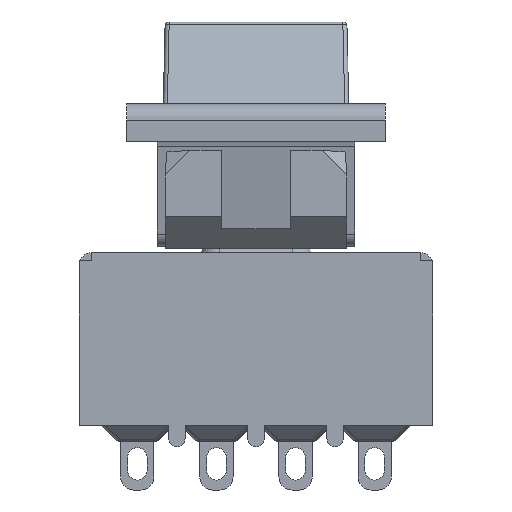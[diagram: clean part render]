
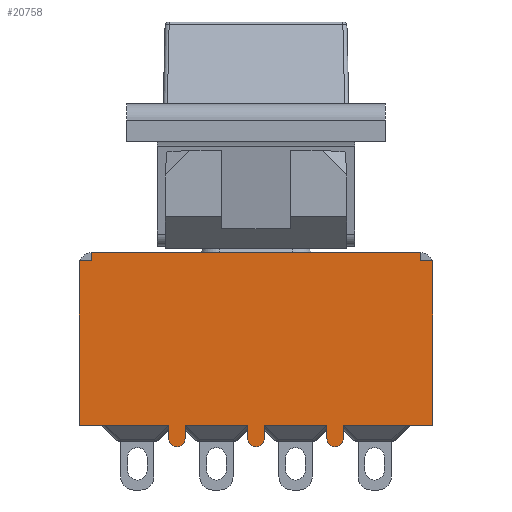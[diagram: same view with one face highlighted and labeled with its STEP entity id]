
A CAD part, left-side view. The second image highlights one B-rep face of the part: STEP entity #20758.
In plain terms, the highlighted planar face has unit normal (-1, 0, 0).
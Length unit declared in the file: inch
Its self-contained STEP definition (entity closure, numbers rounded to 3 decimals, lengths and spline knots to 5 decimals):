
#7802=CARTESIAN_POINT('',(-0.25,-0.425,0.0));
#7803=VERTEX_POINT('',#7802);
#7810=CARTESIAN_POINT('',(-0.25,-0.20984,0.0));
#7811=VERTEX_POINT('',#7810);
#7812=CARTESIAN_POINT('',(-0.25,-0.425,0.0));
#7813=DIRECTION('',(0.0,1.0,0.0));
#7814=VECTOR('',#7813,0.21516);
#7815=LINE('',#7812,#7814);
#7816=EDGE_CURVE('',#7803,#7811,#7815,.T.);
#9609=CARTESIAN_POINT('',(-0.25,0.20984,-0.03189));
#9610=VERTEX_POINT('',#9609);
#9617=CARTESIAN_POINT('',(-0.25,0.20984,0.0));
#9618=VERTEX_POINT('',#9617);
#9619=CARTESIAN_POINT('',(-0.25,0.20984,0.0));
#9620=DIRECTION('',(0.0,0.0,-1.0));
#9621=VECTOR('',#9620,0.03189);
#9622=LINE('',#9619,#9621);
#9623=EDGE_CURVE('',#9618,#9610,#9622,.T.);
#9742=CARTESIAN_POINT('',(-0.25,0.425,0.0));
#9743=VERTEX_POINT('',#9742);
#9744=CARTESIAN_POINT('',(-0.25,0.20984,0.0));
#9745=DIRECTION('',(0.0,1.0,0.0));
#9746=VECTOR('',#9745,0.21516);
#9747=LINE('',#9744,#9746);
#9748=EDGE_CURVE('',#9618,#9743,#9747,.T.);
#11507=CARTESIAN_POINT('',(-0.25,0.17047,0.0));
#11508=VERTEX_POINT('',#11507);
#11515=CARTESIAN_POINT('',(-0.25,0.17047,-0.03189));
#11516=VERTEX_POINT('',#11515);
#11517=CARTESIAN_POINT('',(-0.25,0.17047,0.0));
#11518=DIRECTION('',(0.0,0.0,-1.0));
#11519=VECTOR('',#11518,0.03189);
#11520=LINE('',#11517,#11519);
#11521=EDGE_CURVE('',#11508,#11516,#11520,.T.);
#13119=CARTESIAN_POINT('',(-0.25,0.01969,0.0));
#13120=VERTEX_POINT('',#13119);
#13127=CARTESIAN_POINT('',(-0.25,0.01969,0.0));
#13128=DIRECTION('',(0.0,1.0,0.0));
#13129=VECTOR('',#13128,0.15079);
#13130=LINE('',#13127,#13129);
#13131=EDGE_CURVE('',#13120,#11508,#13130,.T.);
#13152=CARTESIAN_POINT('',(-0.25,0.01969,-0.03189));
#13153=VERTEX_POINT('',#13152);
#13160=CARTESIAN_POINT('',(-0.25,0.01969,0.0));
#13161=DIRECTION('',(0.0,0.0,-1.0));
#13162=VECTOR('',#13161,0.03189);
#13163=LINE('',#13160,#13162);
#13164=EDGE_CURVE('',#13120,#13153,#13163,.T.);
#14171=CARTESIAN_POINT('',(-0.25,-0.01969,0.0));
#14172=VERTEX_POINT('',#14171);
#14179=CARTESIAN_POINT('',(-0.25,-0.01969,-0.03189));
#14180=VERTEX_POINT('',#14179);
#14181=CARTESIAN_POINT('',(-0.25,-0.01969,0.0));
#14182=DIRECTION('',(0.0,0.0,-1.0));
#14183=VECTOR('',#14182,0.03189);
#14184=LINE('',#14181,#14183);
#14185=EDGE_CURVE('',#14172,#14180,#14184,.T.);
#15783=CARTESIAN_POINT('',(-0.25,-0.17047,0.0));
#15784=VERTEX_POINT('',#15783);
#15791=CARTESIAN_POINT('',(-0.25,-0.17047,0.0));
#15792=DIRECTION('',(0.0,1.0,0.0));
#15793=VECTOR('',#15792,0.15079);
#15794=LINE('',#15791,#15793);
#15795=EDGE_CURVE('',#15784,#14172,#15794,.T.);
#15816=CARTESIAN_POINT('',(-0.25,-0.17047,-0.03189));
#15817=VERTEX_POINT('',#15816);
#15824=CARTESIAN_POINT('',(-0.25,-0.17047,0.0));
#15825=DIRECTION('',(0.0,0.0,-1.0));
#15826=VECTOR('',#15825,0.03189);
#15827=LINE('',#15824,#15826);
#15828=EDGE_CURVE('',#15784,#15817,#15827,.T.);
#16661=CARTESIAN_POINT('',(-0.25,-0.20984,-0.03189));
#16662=VERTEX_POINT('',#16661);
#16663=CARTESIAN_POINT('',(-0.25,-0.20984,0.0));
#16664=DIRECTION('',(0.0,0.0,-1.0));
#16665=VECTOR('',#16664,0.03189);
#16666=LINE('',#16663,#16665);
#16667=EDGE_CURVE('',#7811,#16662,#16666,.T.);
#19568=CARTESIAN_POINT('',(-0.25,0.39508,0.39488));
#19569=VERTEX_POINT('',#19568);
#19570=CARTESIAN_POINT('',(-0.25,0.39508,0.41496));
#19571=VERTEX_POINT('',#19570);
#19572=CARTESIAN_POINT('',(-0.25,0.39508,0.39488));
#19573=DIRECTION('',(0.0,0.0,1.0));
#19574=VECTOR('',#19573,0.02008);
#19575=LINE('',#19572,#19574);
#19576=EDGE_CURVE('',#19569,#19571,#19575,.T.);
#19599=CARTESIAN_POINT('',(-0.25,-0.39508,0.41496));
#19600=VERTEX_POINT('',#19599);
#19601=CARTESIAN_POINT('',(-0.25,-0.39508,0.39488));
#19602=VERTEX_POINT('',#19601);
#19603=CARTESIAN_POINT('',(-0.25,-0.39508,0.41496));
#19604=DIRECTION('',(0.0,0.0,-1.0));
#19605=VECTOR('',#19604,0.02008);
#19606=LINE('',#19603,#19605);
#19607=EDGE_CURVE('',#19600,#19602,#19606,.T.);
#19772=CARTESIAN_POINT('',(-0.25,0.39508,0.41496));
#19773=DIRECTION('',(0.0,-1.0,0.0));
#19774=VECTOR('',#19773,0.79016);
#19775=LINE('',#19772,#19774);
#19776=EDGE_CURVE('',#19571,#19600,#19775,.T.);
#20167=CARTESIAN_POINT('',(-0.25,0.425,0.39488));
#20168=VERTEX_POINT('',#20167);
#20175=CARTESIAN_POINT('',(-0.25,0.39508,0.39488));
#20176=DIRECTION('',(0.0,1.0,0.0));
#20177=VECTOR('',#20176,0.02992);
#20178=LINE('',#20175,#20177);
#20179=EDGE_CURVE('',#19569,#20168,#20178,.T.);
#20254=CARTESIAN_POINT('',(-0.25,-0.425,0.39488));
#20255=VERTEX_POINT('',#20254);
#20256=CARTESIAN_POINT('',(-0.25,-0.425,0.39488));
#20257=DIRECTION('',(0.0,1.0,0.0));
#20258=VECTOR('',#20257,0.02992);
#20259=LINE('',#20256,#20258);
#20260=EDGE_CURVE('',#20255,#19602,#20259,.T.);
#20369=CARTESIAN_POINT('',(-0.25,0.19016,-0.03189));
#20370=DIRECTION('',(1.0,0.0,0.0));
#20371=DIRECTION('',(0.0,0.707,-0.707));
#20372=AXIS2_PLACEMENT_3D('',#20369,#20370,#20371);
#20373=CIRCLE('',#20372,0.01969);
#20374=EDGE_CURVE('',#11516,#9610,#20373,.T.);
#20387=CARTESIAN_POINT('',(-0.25,0.,-0.03189));
#20388=DIRECTION('',(1.0,0.0,0.0));
#20389=DIRECTION('',(0.0,0.707,-0.707));
#20390=AXIS2_PLACEMENT_3D('',#20387,#20388,#20389);
#20391=CIRCLE('',#20390,0.01969);
#20392=EDGE_CURVE('',#14180,#13153,#20391,.T.);
#20405=CARTESIAN_POINT('',(-0.25,-0.19016,-0.03189));
#20406=DIRECTION('',(1.0,0.0,0.0));
#20407=DIRECTION('',(0.0,0.707,-0.707));
#20408=AXIS2_PLACEMENT_3D('',#20405,#20406,#20407);
#20409=CIRCLE('',#20408,0.01969);
#20410=EDGE_CURVE('',#16662,#15817,#20409,.T.);
#20617=CARTESIAN_POINT('',(-0.25,0.425,0.0));
#20618=DIRECTION('',(0.0,0.0,1.0));
#20619=VECTOR('',#20618,0.39488);
#20620=LINE('',#20617,#20619);
#20621=EDGE_CURVE('',#9743,#20168,#20620,.T.);
#20690=CARTESIAN_POINT('',(-0.25,-0.425,0.0));
#20691=DIRECTION('',(0.0,0.0,1.0));
#20692=VECTOR('',#20691,0.39488);
#20693=LINE('',#20690,#20692);
#20694=EDGE_CURVE('',#7803,#20255,#20693,.T.);
#20731=CARTESIAN_POINT('',(-0.25,-0.4675,-0.0749));
#20732=DIRECTION('',(-1.0,0.0,0.0));
#20733=DIRECTION('',(0.0,0.0,1.0));
#20734=AXIS2_PLACEMENT_3D('',#20731,#20732,#20733);
#20735=PLANE('',#20734);
#20736=ORIENTED_EDGE('',*,*,#20374,.F.);
#20737=ORIENTED_EDGE('',*,*,#11521,.F.);
#20738=ORIENTED_EDGE('',*,*,#13131,.F.);
#20739=ORIENTED_EDGE('',*,*,#13164,.T.);
#20740=ORIENTED_EDGE('',*,*,#20392,.F.);
#20741=ORIENTED_EDGE('',*,*,#14185,.F.);
#20742=ORIENTED_EDGE('',*,*,#15795,.F.);
#20743=ORIENTED_EDGE('',*,*,#15828,.T.);
#20744=ORIENTED_EDGE('',*,*,#20410,.F.);
#20745=ORIENTED_EDGE('',*,*,#16667,.F.);
#20746=ORIENTED_EDGE('',*,*,#7816,.F.);
#20747=ORIENTED_EDGE('',*,*,#20694,.T.);
#20748=ORIENTED_EDGE('',*,*,#20260,.T.);
#20749=ORIENTED_EDGE('',*,*,#19607,.F.);
#20750=ORIENTED_EDGE('',*,*,#19776,.F.);
#20751=ORIENTED_EDGE('',*,*,#19576,.F.);
#20752=ORIENTED_EDGE('',*,*,#20179,.T.);
#20753=ORIENTED_EDGE('',*,*,#20621,.F.);
#20754=ORIENTED_EDGE('',*,*,#9748,.F.);
#20755=ORIENTED_EDGE('',*,*,#9623,.T.);
#20756=EDGE_LOOP('',(#20736,#20737,#20738,#20739,#20740,#20741,#20742,#20743,#20744,#20745,#20746,#20747,#20748,#20749,#20750,#20751,#20752,#20753,#20754,#20755));
#20757=FACE_OUTER_BOUND('',#20756,.T.);
#20758=ADVANCED_FACE('',(#20757),#20735,.T.);
